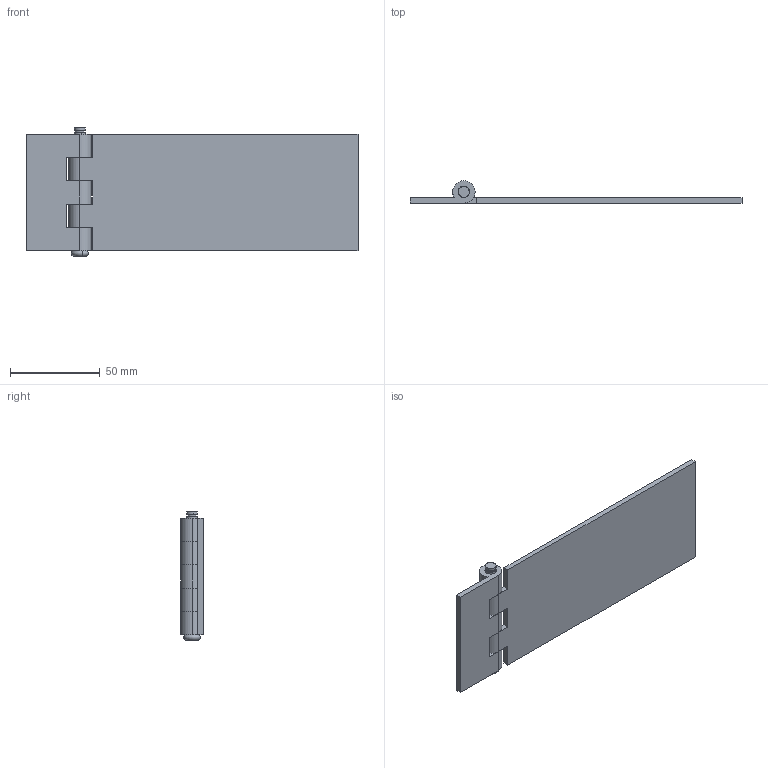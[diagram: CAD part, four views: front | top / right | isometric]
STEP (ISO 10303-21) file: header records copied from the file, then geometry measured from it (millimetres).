
FILE_DESCRIPTION (( 'STEP AP203' ), '1' );
FILE_NAME ('B-1048-1.STEP', '2008-11-27T04:25:57', ( ' ' ), ( ' ' ), 'SwSTEP 2.0', 'SolidWorks 2007', '' );
FILE_SCHEMA (( 'CONFIG_CONTROL_DESIGN' ));
Length unit declared in the file: millimetre
Products named in the file (4): B-1048-1僸儞僕A__棉太倌; B-1048-1; B-1048-1僸儞僕B__棉太倌; B-1048-1僔儍僼僩__棉太倌
Assembly tree (3 placements, depth 2):
  B-1048-1
    B-1048-1僔儍僼僩__棉太倌
    B-1048-1僸儞僕A__棉太倌
    B-1048-1僸儞僕B__棉太倌
Bounding box: 185 x 12.5 x 71.5 mm (x, y, z)
Volume: 41859 mm3; surface area: 30328.2 mm2
Topology: 3 solids, 3 shells, 61 faces, 156 edges, 104 vertices
Faces by surface type: cylinder 31, plane 28, torus 2
Entity records: 2312 total; most frequent: DIRECTION 358, CARTESIAN_POINT 327, ORIENTED_EDGE 312, EDGE_CURVE 156, AXIS2_PLACEMENT_3D 135, VERTEX_POINT 104, LINE 88, VECTOR 88
